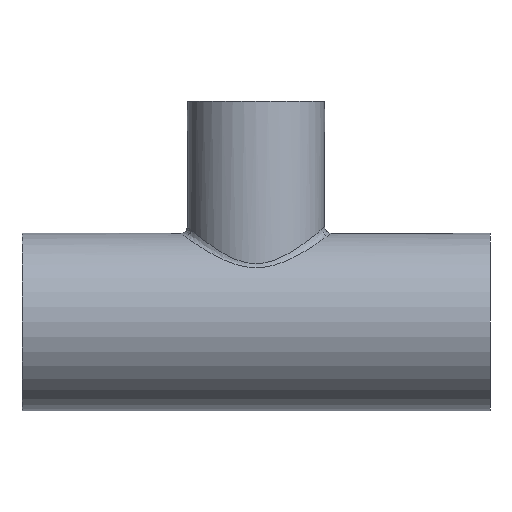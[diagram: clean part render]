
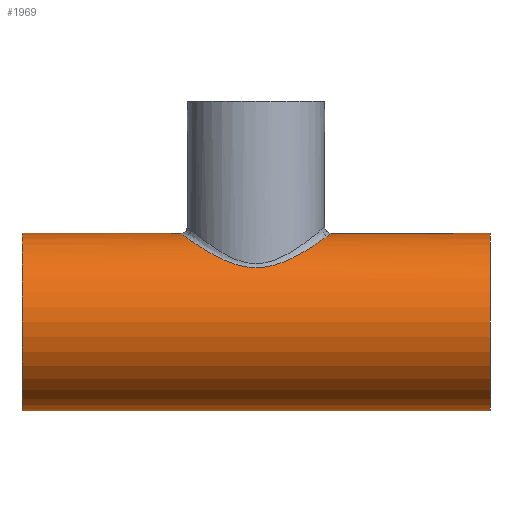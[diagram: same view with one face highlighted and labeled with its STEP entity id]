
A CAD part, front view. The second image highlights one B-rep face of the part: STEP entity #1969.
In plain terms, the highlighted cylindrical face has radius 26.5 mm (diameter 53 mm), a full revolution.
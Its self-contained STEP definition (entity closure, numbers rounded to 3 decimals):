
#1768=CARTESIAN_POINT('',(0.,-20.921,16.265));
#1769=VERTEX_POINT('',#1768);
#1858=CARTESIAN_POINT('',(0.,-20.921,16.265));
#1859=CARTESIAN_POINT('',(0.665,-20.921,16.265));
#1860=CARTESIAN_POINT('',(1.552,-20.884,16.313));
#1861=CARTESIAN_POINT('',(3.302,-20.716,16.527));
#1862=CARTESIAN_POINT('',(5.232,-20.394,16.928));
#1863=CARTESIAN_POINT('',(7.653,-19.719,17.717));
#1864=CARTESIAN_POINT('',(9.937,-18.817,18.678));
#1865=CARTESIAN_POINT('',(11.706,-17.893,19.56));
#1866=CARTESIAN_POINT('',(13.032,-17.067,20.278));
#1867=CARTESIAN_POINT('',(14.629,-15.951,21.187));
#1868=CARTESIAN_POINT('',(16.104,-14.674,22.099));
#1869=CARTESIAN_POINT('',(17.87,-12.772,23.245));
#1870=CARTESIAN_POINT('',(19.365,-10.801,24.257));
#1871=CARTESIAN_POINT('',(20.574,-8.57,25.108));
#1872=CARTESIAN_POINT('',(21.178,-7.082,25.54));
#1873=CARTESIAN_POINT('',(21.543,-6.068,25.803));
#1874=CARTESIAN_POINT('',(22.056,-4.376,26.175));
#1875=CARTESIAN_POINT('',(22.475,-1.94,26.482));
#1876=CARTESIAN_POINT('',(22.523,0.265,26.517));
#1877=CARTESIAN_POINT('',(22.385,2.46,26.416));
#1878=CARTESIAN_POINT('',(21.969,4.895,26.111));
#1879=CARTESIAN_POINT('',(21.209,7.076,25.562));
#1880=CARTESIAN_POINT('',(20.543,8.547,25.088));
#1881=CARTESIAN_POINT('',(20.062,9.505,24.749));
#1882=CARTESIAN_POINT('',(19.32,10.76,24.232));
#1883=CARTESIAN_POINT('',(18.423,12.043,23.619));
#1884=CARTESIAN_POINT('',(17.598,13.054,23.07));
#1885=CARTESIAN_POINT('',(16.545,14.207,22.384));
#1886=CARTESIAN_POINT('',(15.031,15.641,21.429));
#1887=CARTESIAN_POINT('',(13.144,17.031,20.326));
#1888=CARTESIAN_POINT('',(11.455,18.023,19.434));
#1889=CARTESIAN_POINT('',(10.507,18.505,18.971));
#1890=CARTESIAN_POINT('',(9.538,18.957,18.521));
#1891=CARTESIAN_POINT('',(8.413,19.423,18.034));
#1892=CARTESIAN_POINT('',(6.333,20.122,17.256));
#1893=CARTESIAN_POINT('',(3.821,20.683,16.571));
#1894=CARTESIAN_POINT('',(1.478,20.899,16.293));
#1895=CARTESIAN_POINT('',(-0.888,20.943,16.237));
#1896=CARTESIAN_POINT('',(-2.955,20.79,16.437));
#1897=CARTESIAN_POINT('',(-5.077,20.397,16.92));
#1898=CARTESIAN_POINT('',(-6.169,20.125,17.242));
#1899=CARTESIAN_POINT('',(-7.779,19.663,17.773));
#1900=CARTESIAN_POINT('',(-9.446,19.035,18.456));
#1901=CARTESIAN_POINT('',(-11.237,18.141,19.324));
#1902=CARTESIAN_POINT('',(-12.148,17.615,19.801));
#1903=CARTESIAN_POINT('',(-13.473,16.789,20.518));
#1904=CARTESIAN_POINT('',(-15.253,15.477,21.559));
#1905=CARTESIAN_POINT('',(-17.293,13.472,22.862));
#1906=CARTESIAN_POINT('',(-18.578,11.838,23.724));
#1907=CARTESIAN_POINT('',(-19.554,10.385,24.393));
#1908=CARTESIAN_POINT('',(-20.391,8.926,24.979));
#1909=CARTESIAN_POINT('',(-21.184,7.133,25.544));
#1910=CARTESIAN_POINT('',(-21.64,5.764,25.873));
#1911=CARTESIAN_POINT('',(-22.119,4.013,26.221));
#1912=CARTESIAN_POINT('',(-22.522,1.667,26.516));
#1913=CARTESIAN_POINT('',(-22.524,-1.372,26.518));
#1914=CARTESIAN_POINT('',(-22.199,-3.546,26.28));
#1915=CARTESIAN_POINT('',(-21.763,-5.401,25.962));
#1916=CARTESIAN_POINT('',(-21.343,-6.693,25.658));
#1917=CARTESIAN_POINT('',(-20.512,-8.686,25.064));
#1918=CARTESIAN_POINT('',(-19.617,-10.336,24.435));
#1919=CARTESIAN_POINT('',(-18.421,-12.046,23.618));
#1920=CARTESIAN_POINT('',(-16.771,-14.066,22.519));
#1921=CARTESIAN_POINT('',(-14.937,-15.739,21.362));
#1922=CARTESIAN_POINT('',(-13.013,-17.079,20.268));
#1923=CARTESIAN_POINT('',(-11.687,-17.904,19.55));
#1924=CARTESIAN_POINT('',(-9.57,-19.006,18.497));
#1925=CARTESIAN_POINT('',(-7.261,-19.852,17.564));
#1926=CARTESIAN_POINT('',(-4.801,-20.466,16.838));
#1927=CARTESIAN_POINT('',(-2.661,-20.823,16.393));
#1928=CARTESIAN_POINT('',(-0.886,-20.921,16.265));
#1929=CARTESIAN_POINT('',(0.,-20.921,16.265));
#1930=CARTESIAN_POINT('',(0.,-20.921,16.265));
#1931=CARTESIAN_POINT('',(0.,-20.921,16.265));
#1932=CARTESIAN_POINT('',(0.,-20.921,16.265));
#1933=B_SPLINE_CURVE_WITH_KNOTS('',3,(#1858,#1859,#1860,#1861,#1862,#1863,#1864,#1865,#1866,#1867,#1868,#1869,#1870,#1871,#1872,#1873,#1874,#1875,#1876,#1877,#1878,#1879,#1880,#1881,#1882,#1883,#1884,#1885,#1886,#1887,#1888,#1889,#1890,#1891,#1892,#1893,#1894,#1895,#1896,#1897,#1898,#1899,#1900,#1901,#1902,#1903,#1904,#1905,#1906,#1907,#1908,#1909,#1910,#1911,#1912,#1913,#1914,#1915,#1916,#1917,#1918,#1919,#1920,#1921,#1922,#1923,#1924,#1925,#1926,#1927,#1928,#1929,#1930,#1931,#1932),.UNSPECIFIED.,.T.,.U.,(4,1,1,1,1,1,1,1,1,1,1,1,1,1,1,1,1,1,1,1,1,1,1,1,1,1,1,1,1,1,1,1,1,1,1,1,1,1,1,1,1,1,1,1,1,1,1,1,1,1,1,1,1,1,1,1,1,1,1,1,1,1,1,1,1,1,1,1,1,3,4),(-13.15,-12.974,-12.915,-12.68,-12.445,-12.21,-11.976,-11.858,-11.741,-11.389,-11.271,-10.958,-10.645,-10.528,-10.488,-10.332,-10.019,-9.784,-9.706,-9.393,-9.08,-9.04,-8.923,-8.767,-8.61,-8.453,-8.375,-8.14,-7.827,-7.671,-7.553,-7.514,-7.358,-7.201,-6.888,-6.653,-6.575,-6.262,-6.105,-5.988,-5.949,-5.636,-5.479,-5.362,-5.323,-5.009,-4.696,-4.462,-4.383,-4.175,-3.966,-3.809,-3.757,-3.444,-3.131,-2.896,-2.818,-2.583,-2.505,-2.192,-2.035,-1.879,-1.409,-1.291,-1.174,-0.939,-0.587,-0.47,-0.235,0.0,0.),.UNSPECIFIED.);
#1934=EDGE_CURVE('',#1769,#1769,#1933,.T.);
#1939=CARTESIAN_POINT('',(0.0,0.0,0.0));
#1940=DIRECTION('',(-1.0,0.0,0.0));
#1941=DIRECTION('',(0.0,-1.0,0.0));
#1942=AXIS2_PLACEMENT_3D('',#1939,#1940,#1941);
#1943=CYLINDRICAL_SURFACE('',#1942,26.5);
#1944=CARTESIAN_POINT('',(70.0,-26.5,0.0));
#1945=VERTEX_POINT('',#1944);
#1946=CARTESIAN_POINT('',(70.0,0.0,0.0));
#1947=DIRECTION('',(-1.0,0.0,0.0));
#1948=DIRECTION('',(0.0,-1.0,0.0));
#1949=AXIS2_PLACEMENT_3D('',#1946,#1947,#1948);
#1950=CIRCLE('',#1949,26.5);
#1951=EDGE_CURVE('',#1945,#1945,#1950,.T.);
#1952=ORIENTED_EDGE('',*,*,#1951,.T.);
#1953=EDGE_LOOP('',(#1952));
#1954=FACE_OUTER_BOUND('',#1953,.T.);
#1955=CARTESIAN_POINT('',(-70.0,-26.5,0.0));
#1956=VERTEX_POINT('',#1955);
#1957=CARTESIAN_POINT('',(-70.0,0.0,0.0));
#1958=DIRECTION('',(-1.0,0.0,0.0));
#1959=DIRECTION('',(0.0,-1.0,0.0));
#1960=AXIS2_PLACEMENT_3D('',#1957,#1958,#1959);
#1961=CIRCLE('',#1960,26.5);
#1962=EDGE_CURVE('',#1956,#1956,#1961,.T.);
#1963=ORIENTED_EDGE('',*,*,#1962,.F.);
#1964=EDGE_LOOP('',(#1963));
#1965=FACE_BOUND('',#1964,.T.);
#1966=ORIENTED_EDGE('',*,*,#1934,.F.);
#1967=EDGE_LOOP('',(#1966));
#1968=FACE_BOUND('',#1967,.T.);
#1969=ADVANCED_FACE('',(#1954,#1965,#1968),#1943,.T.);
